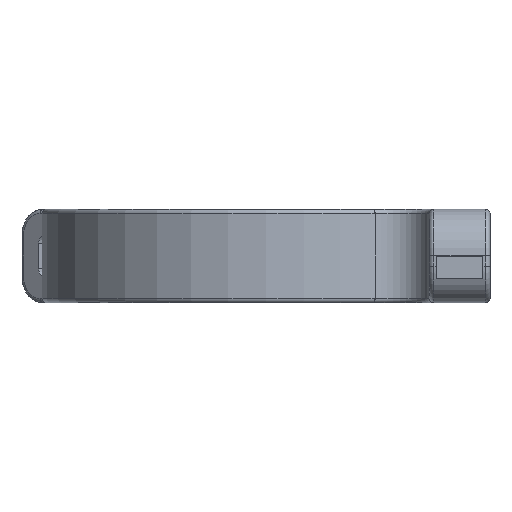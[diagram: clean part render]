
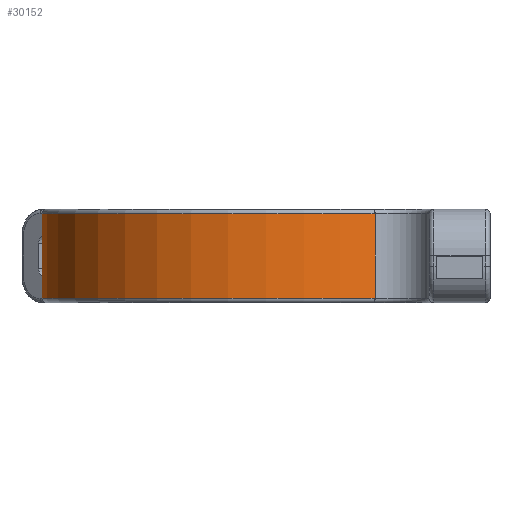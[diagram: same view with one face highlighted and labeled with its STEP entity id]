
A CAD part, left-side view. The second image highlights one B-rep face of the part: STEP entity #30152.
In plain terms, the highlighted cylindrical face has radius 30.7 mm (diameter 61.4 mm), a partial arc.
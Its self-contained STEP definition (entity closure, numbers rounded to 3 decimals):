
#550=CARTESIAN_POINT('',(0.,-0.4,-5.8));
#551=DIRECTION('',(0.,0.,-1.));
#552=DIRECTION('',(-0.875,-0.485,0.));
#553=AXIS2_PLACEMENT_3D('',#550,#551,#552);
#5294=DIRECTION('',(0.,0.,1.));
#5295=VECTOR('',#5294,11.6);
#5296=CARTESIAN_POINT('',(-26.854,-15.277,-5.8));
#5297=LINE('',#5296,#5295);
#5298=DIRECTION('',(0.,0.,1.));
#5299=VECTOR('',#5298,11.6);
#5300=CARTESIAN_POINT('',(8.967,28.961,-5.8));
#5301=LINE('',#5300,#5299);
#5535=CARTESIAN_POINT('',(0.,-0.4,5.8));
#5536=DIRECTION('',(0.,0.,1.));
#5537=DIRECTION('',(0.292,0.956,0.));
#5538=AXIS2_PLACEMENT_3D('',#5535,#5536,#5537);
#21863=CARTESIAN_POINT('',(-26.854,-15.277,-5.8));
#21864=CARTESIAN_POINT('',(-26.854,-15.277,5.8));
#21865=VERTEX_POINT('',#21863);
#21866=VERTEX_POINT('',#21864);
#21945=CARTESIAN_POINT('',(8.967,28.961,-5.8));
#21946=VERTEX_POINT('',#21945);
#21965=CARTESIAN_POINT('',(8.967,28.961,5.8));
#21966=VERTEX_POINT('',#21965);
#30139=CARTESIAN_POINT('',(0.,-0.4,-6.4));
#30140=DIRECTION('',(0.,0.,1.));
#30141=DIRECTION('',(1.,0.,0.));
#30142=AXIS2_PLACEMENT_3D('',#30139,#30140,#30141);
#30143=CYLINDRICAL_SURFACE('',#30142,30.7);
#30144=ORIENTED_EDGE('',*,*,#30130,.F.);
#30145=ORIENTED_EDGE('',*,*,#27234,.T.);
#30147=ORIENTED_EDGE('',*,*,#30146,.T.);
#30149=ORIENTED_EDGE('',*,*,#30148,.T.);
#30150=EDGE_LOOP('',(#30144,#30145,#30147,#30149));
#30151=FACE_OUTER_BOUND('',#30150,.F.);
#30152=ADVANCED_FACE('',(#30151),#30143,.T.);
#554=CIRCLE('',#553,30.7);
#5539=CIRCLE('',#5538,30.7);
#27234=EDGE_CURVE('',#21865,#21946,#554,.T.);
#30130=EDGE_CURVE('',#21865,#21866,#5297,.T.);
#30146=EDGE_CURVE('',#21946,#21966,#5301,.T.);
#30148=EDGE_CURVE('',#21966,#21866,#5539,.T.);
